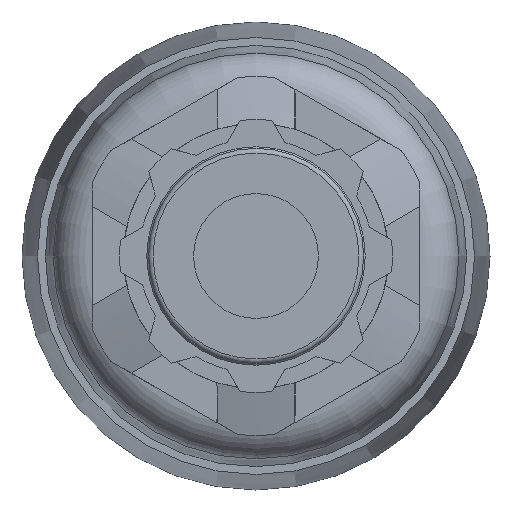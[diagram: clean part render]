
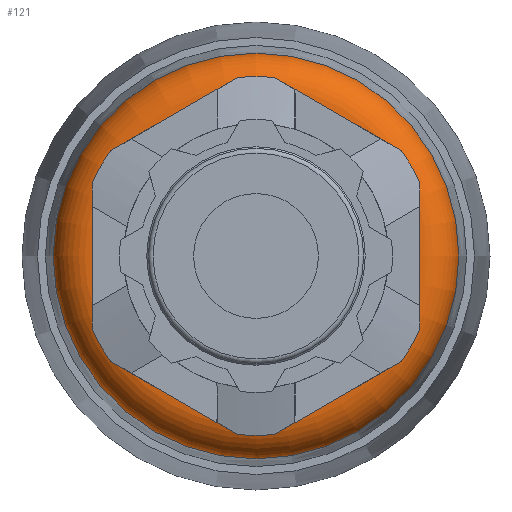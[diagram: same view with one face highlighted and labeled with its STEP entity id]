
A CAD part, front view. The second image highlights one B-rep face of the part: STEP entity #121.
In plain terms, the highlighted toroidal (fillet/blend) face has major radius 10.509 mm and minor radius 2.5 mm.
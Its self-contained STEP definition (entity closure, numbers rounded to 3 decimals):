
#121 = ADVANCED_FACE( '', ( #319, #320 ), #321, .T. );
#319 = FACE_OUTER_BOUND( '', #606, .T. );
#320 = FACE_OUTER_BOUND( '', #607, .T. );
#321 = TOROIDAL_SURFACE( '', #608, 10.509, 2.5 );
#606 = EDGE_LOOP( '', ( #1117 ) );
#607 = EDGE_LOOP( '', ( #1118 ) );
#608 = AXIS2_PLACEMENT_3D( '', #1119, #1120, #1121 );
#1117 = ORIENTED_EDGE( '', *, *, #1835, .T. );
#1118 = ORIENTED_EDGE( '', *, *, #1834, .F. );
#1119 = CARTESIAN_POINT( '', ( 0., 7.27, 0. ) );
#1120 = DIRECTION( '', ( 0., -1., 0. ) );
#1121 = DIRECTION( '', ( 1., 0., 0. ) );
#1834 = EDGE_CURVE( '', #2222, #2222, #2223, .T. );
#1835 = EDGE_CURVE( '', #2224, #2224, #2225, .T. );
#2222 = VERTEX_POINT( '', #2794 );
#2223 = CIRCLE( '', #2795, 10.509 );
#2224 = VERTEX_POINT( '', #2796 );
#2225 = CIRCLE( '', #2797, 13. );
#2794 = CARTESIAN_POINT( '', ( 10.509, 4.77, 0. ) );
#2795 = AXIS2_PLACEMENT_3D( '', #3357, #3358, #3359 );
#2796 = CARTESIAN_POINT( '', ( 13., 7.052, 0. ) );
#2797 = AXIS2_PLACEMENT_3D( '', #3360, #3361, #3362 );
#3357 = CARTESIAN_POINT( '', ( 0., 4.77, 0. ) );
#3358 = DIRECTION( '', ( 0., -1., 0. ) );
#3359 = DIRECTION( '', ( 1., 0., 0. ) );
#3360 = CARTESIAN_POINT( '', ( 0., 7.052, 0. ) );
#3361 = DIRECTION( '', ( 0., -1., 0. ) );
#3362 = DIRECTION( '', ( 1., 0., 0. ) );
